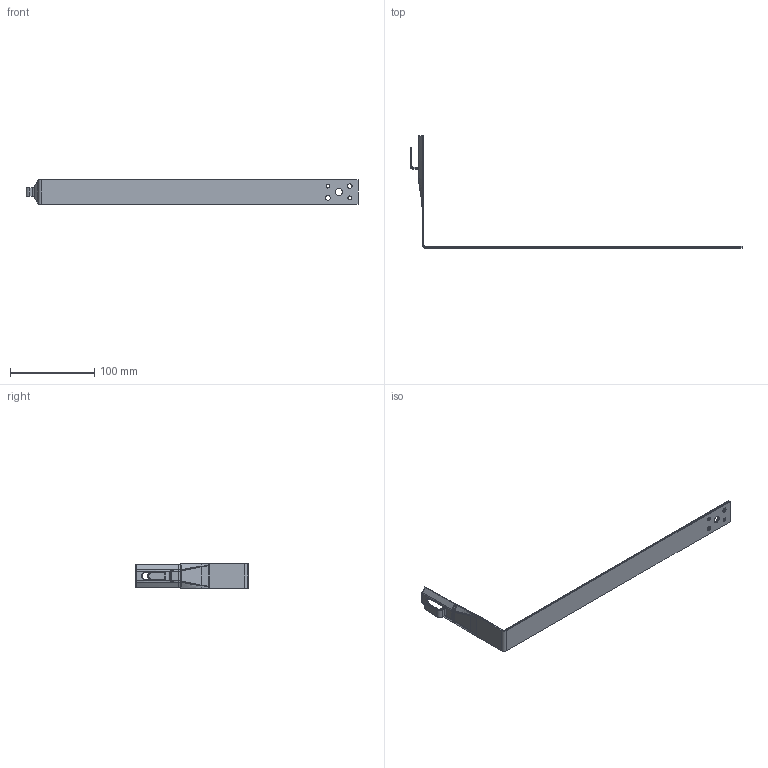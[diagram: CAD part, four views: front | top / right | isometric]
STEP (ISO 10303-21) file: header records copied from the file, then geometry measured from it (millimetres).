
FILE_DESCRIPTION (( 'STEP AP203' ), '1' );
FILE_NAME ('0901 Äåðæàòåëü ÷åðåïè÷íûé íà îáðåø¸òêó ñ çàæèìîì, âûñîòà Í-10(ñì), äëèííà L-38(ñì).STEP', '2024-03-07T11:35:17', ( '' ), ( '' ), 'SwSTEP 2.0', 'SolidWorks 2022', '' );
FILE_SCHEMA (( 'CONFIG_CONTROL_DESIGN' ));
Length unit declared in the file: millimetre
Products named in the file (4): 0901.001-01 Держатель черепичный; 0901.001-02 Держатель черепичный; 0901 Держатель черепичный на обрешётку с зажимом, высота Н-10(см), длинна L-38(см); 0901.001 Держатель черепичный
Assembly tree (3 placements, depth 2):
  0901 Держатель черепичный на обрешётку с зажимом, высота Н-10(см), длинна L-38(см)
    0901.001 Держатель черепичный
    0901.001-01 Держатель черепичный
    0901.001-02 Держатель черепичный
Bounding box: 394.53 x 133.68 x 29.5 mm (x, y, z)
Volume: 81763.1 mm3; surface area: 96426.3 mm2
Topology: 3 solids, 3 shells, 318 faces, 822 edges, 504 vertices
Faces by surface type: bspline 168, plane 84, cylinder 66
Entity records: 14077 total; most frequent: CARTESIAN_POINT 7455, ORIENTED_EDGE 1632, EDGE_CURVE 816, DIRECTION 744, VERTEX_POINT 504, B_SPLINE_CURVE_WITH_KNOTS 492, EDGE_LOOP 342, ADVANCED_FACE 312
